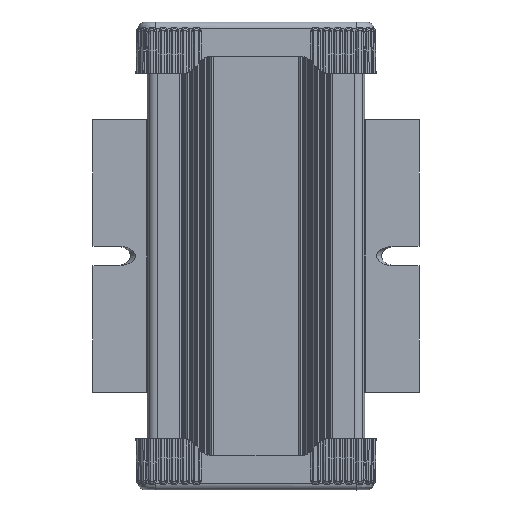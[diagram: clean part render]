
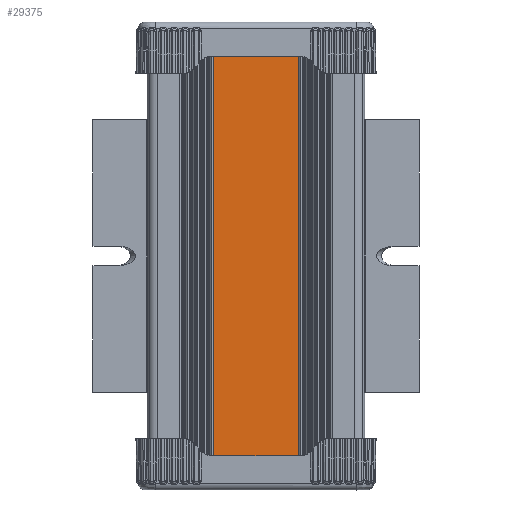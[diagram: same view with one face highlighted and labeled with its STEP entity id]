
A CAD part, front view. The second image highlights one B-rep face of the part: STEP entity #29375.
In plain terms, the highlighted planar face has unit normal (0, -1, 0).
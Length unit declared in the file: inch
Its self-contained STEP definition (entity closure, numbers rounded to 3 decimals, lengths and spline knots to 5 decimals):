
#10062 = AXIS2_PLACEMENT_3D ( 'NONE', #94222, #14160, #107706 ) ;
#14160 = DIRECTION ( 'NONE',  ( 0., -1., 0. ) ) ;
#21905 = VECTOR ( 'NONE', #33412, 39.37008 ) ;
#22622 = CARTESIAN_POINT ( 'NONE',  ( -0.4905, -0.57087, 0. ) ) ;
#29375 = ADVANCED_FACE ( 'NONE', ( #163912 ), #80729, .T. ) ;
#32504 = EDGE_CURVE ( 'NONE', #166372, #136262, #167835, .T. ) ;
#33412 = DIRECTION ( 'NONE',  ( 0., 0., 1. ) ) ;
#34506 = CARTESIAN_POINT ( 'NONE',  ( -0.51012, -0.57087, -2.37205 ) ) ;
#35368 = VECTOR ( 'NONE', #128067, 39.37008 ) ;
#38609 = CARTESIAN_POINT ( 'NONE',  ( 0.4905, -0.57087, -2.37205 ) ) ;
#41666 = VERTEX_POINT ( 'NONE', #82553 ) ;
#42448 = CARTESIAN_POINT ( 'NONE',  ( 0.4905, -0.57087, 2.37205 ) ) ;
#48488 = EDGE_LOOP ( 'NONE', ( #96768, #159344, #70787, #77856 ) ) ;
#49693 = EDGE_CURVE ( 'NONE', #136262, #41666, #96447, .T. ) ;
#70787 = ORIENTED_EDGE ( 'NONE', *, *, #132358, .T. ) ;
#75112 = LINE ( 'NONE', #34506, #35368 ) ;
#77856 = ORIENTED_EDGE ( 'NONE', *, *, #93146, .T. ) ;
#80729 = PLANE ( 'NONE',  #10062 ) ;
#82553 = CARTESIAN_POINT ( 'NONE',  ( -0.4905, -0.57087, -2.37205 ) ) ;
#93146 = EDGE_CURVE ( 'NONE', #102178, #166372, #124433, .T. ) ;
#94222 = CARTESIAN_POINT ( 'NONE',  ( -0.51012, -0.57087, -2.46693 ) ) ;
#96447 = LINE ( 'NONE', #22622, #132058 ) ;
#96768 = ORIENTED_EDGE ( 'NONE', *, *, #32504, .T. ) ;
#102178 = VERTEX_POINT ( 'NONE', #38609 ) ;
#107357 = CARTESIAN_POINT ( 'NONE',  ( -0.4905, -0.57087, 2.37205 ) ) ;
#107706 = DIRECTION ( 'NONE',  ( 1., 0., 0. ) ) ;
#109881 = DIRECTION ( 'NONE',  ( -1., 0., 0. ) ) ;
#111598 = CARTESIAN_POINT ( 'NONE',  ( -0.51012, -0.57087, 2.37205 ) ) ;
#113492 = CARTESIAN_POINT ( 'NONE',  ( 0.4905, -0.57087, 0. ) ) ;
#124433 = LINE ( 'NONE', #113492, #21905 ) ;
#128067 = DIRECTION ( 'NONE',  ( 1., 0., 0. ) ) ;
#128500 = DIRECTION ( 'NONE',  ( 0., 0., -1. ) ) ;
#132058 = VECTOR ( 'NONE', #128500, 39.37008 ) ;
#132358 = EDGE_CURVE ( 'NONE', #41666, #102178, #75112, .T. ) ;
#136262 = VERTEX_POINT ( 'NONE', #107357 ) ;
#159344 = ORIENTED_EDGE ( 'NONE', *, *, #49693, .T. ) ;
#159382 = VECTOR ( 'NONE', #109881, 39.37008 ) ;
#163912 = FACE_OUTER_BOUND ( 'NONE', #48488, .T. ) ;
#166372 = VERTEX_POINT ( 'NONE', #42448 ) ;
#167835 = LINE ( 'NONE', #111598, #159382 ) ;
